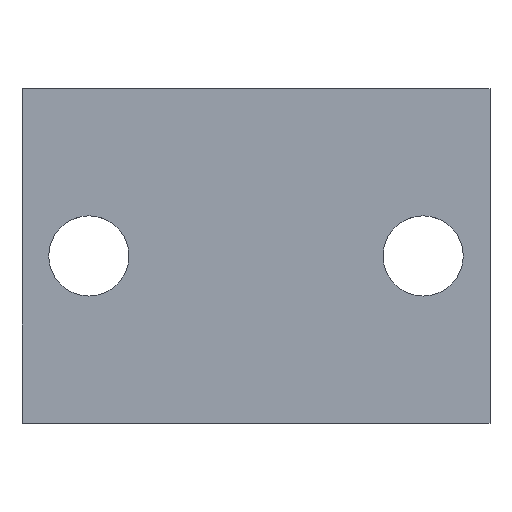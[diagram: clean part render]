
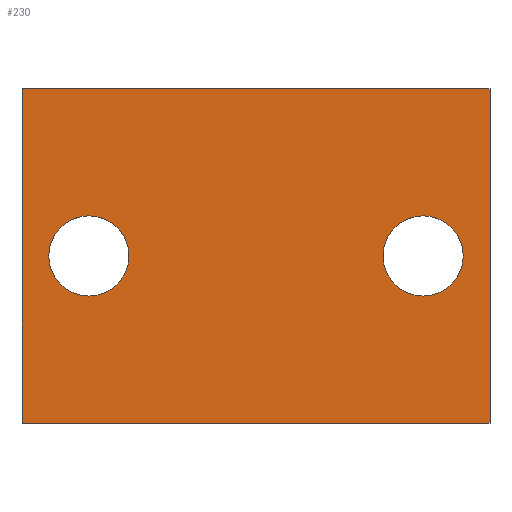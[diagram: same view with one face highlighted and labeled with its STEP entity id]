
A CAD part, top view. The second image highlights one B-rep face of the part: STEP entity #230.
In plain terms, the highlighted planar face has unit normal (0, 0, 1).
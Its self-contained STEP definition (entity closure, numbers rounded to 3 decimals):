
#32=LINE('',#373,#56);
#34=LINE('',#377,#58);
#36=LINE('',#381,#60);
#38=LINE('',#384,#62);
#56=VECTOR('',#310,10.);
#58=VECTOR('',#314,10.);
#60=VECTOR('',#318,10.);
#62=VECTOR('',#322,10.);
#72=PLANE('',#266);
#77=FACE_BOUND('',#107,.T.);
#78=FACE_BOUND('',#108,.T.);
#90=FACE_OUTER_BOUND('',#106,.T.);
#106=EDGE_LOOP('',(#211,#212,#213,#214));
#107=EDGE_LOOP('',(#215));
#108=EDGE_LOOP('',(#216));
#110=CIRCLE('',#253,1.2);
#112=CIRCLE('',#256,1.2);
#114=VERTEX_POINT('',#329);
#116=VERTEX_POINT('',#334);
#129=VERTEX_POINT('',#370);
#130=VERTEX_POINT('',#372);
#131=VERTEX_POINT('',#376);
#132=VERTEX_POINT('',#380);
#134=EDGE_CURVE('',#114,#114,#110,.T.);
#136=EDGE_CURVE('',#116,#116,#112,.T.);
#154=EDGE_CURVE('',#130,#129,#32,.T.);
#156=EDGE_CURVE('',#131,#130,#34,.T.);
#158=EDGE_CURVE('',#132,#131,#36,.T.);
#160=EDGE_CURVE('',#129,#132,#38,.T.);
#211=ORIENTED_EDGE('',*,*,#160,.T.);
#212=ORIENTED_EDGE('',*,*,#158,.T.);
#213=ORIENTED_EDGE('',*,*,#156,.T.);
#214=ORIENTED_EDGE('',*,*,#154,.T.);
#215=ORIENTED_EDGE('',*,*,#134,.T.);
#216=ORIENTED_EDGE('',*,*,#136,.T.);
#230=ADVANCED_FACE('',(#90,#77,#78),#72,.T.);
#253=AXIS2_PLACEMENT_3D('',#330,#273,#274);
#256=AXIS2_PLACEMENT_3D('',#335,#279,#280);
#266=AXIS2_PLACEMENT_3D('',#385,#323,#324);
#273=DIRECTION('center_axis',(0.,0.,-1.));
#274=DIRECTION('ref_axis',(1.,0.,0.));
#279=DIRECTION('center_axis',(0.,0.,-1.));
#280=DIRECTION('ref_axis',(1.,0.,0.));
#310=DIRECTION('',(0.,1.,0.));
#314=DIRECTION('',(1.,0.,0.));
#318=DIRECTION('',(0.,-1.,0.));
#322=DIRECTION('',(-1.,0.,0.));
#323=DIRECTION('center_axis',(0.,0.,1.));
#324=DIRECTION('ref_axis',(1.,0.,0.));
#329=CARTESIAN_POINT('',(-10.8,-5.,1.));
#330=CARTESIAN_POINT('Origin',(-12.,-5.,1.));
#334=CARTESIAN_POINT('',(-0.8,-5.,1.));
#335=CARTESIAN_POINT('Origin',(-2.,-5.,1.));
#370=CARTESIAN_POINT('',(0.,0.,1.));
#372=CARTESIAN_POINT('',(0.,-10.,1.));
#373=CARTESIAN_POINT('',(0.,-10.,1.));
#376=CARTESIAN_POINT('',(-14.,-10.,1.));
#377=CARTESIAN_POINT('',(-14.,-10.,1.));
#380=CARTESIAN_POINT('',(-14.,0.,1.));
#381=CARTESIAN_POINT('',(-14.,0.,1.));
#384=CARTESIAN_POINT('',(0.,0.,1.));
#385=CARTESIAN_POINT('Origin',(-7.,-5.,1.));
